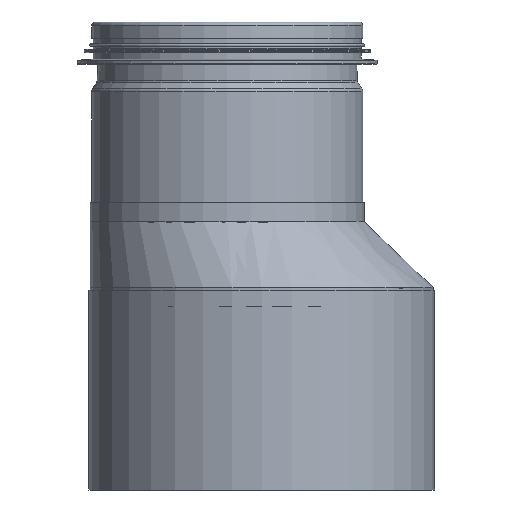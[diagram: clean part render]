
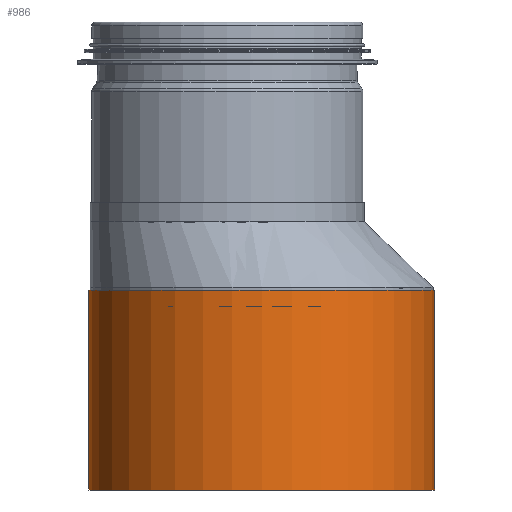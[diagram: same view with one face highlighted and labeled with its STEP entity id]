
A CAD part, front view. The second image highlights one B-rep face of the part: STEP entity #986.
In plain terms, the highlighted cylindrical face has radius 63.125 mm (diameter 126.25 mm), a full revolution.
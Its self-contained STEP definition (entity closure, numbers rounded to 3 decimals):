
#864=CARTESIAN_POINT('',(63.125,73.0,0.001));
#865=VERTEX_POINT('',#864);
#883=CARTESIAN_POINT('',(63.125,73.0,0.0));
#884=VERTEX_POINT('',#883);
#891=CARTESIAN_POINT('',(0.0,73.0,0.0));
#892=DIRECTION('',(0.0,1.0,0.0));
#893=DIRECTION('',(1.0,0.0,0.0));
#894=AXIS2_PLACEMENT_3D('',#891,#892,#893);
#895=CIRCLE('',#894,63.125);
#896=EDGE_CURVE('',#884,#865,#895,.T.);
#938=CARTESIAN_POINT('',(63.125,0.0,0.001));
#939=VERTEX_POINT('',#938);
#946=CARTESIAN_POINT('',(63.125,0.0,0.0));
#947=VERTEX_POINT('',#946);
#948=CARTESIAN_POINT('',(0.0,0.0,0.0));
#949=DIRECTION('',(0.0,1.0,0.0));
#950=DIRECTION('',(1.0,0.0,0.0));
#951=AXIS2_PLACEMENT_3D('',#948,#949,#950);
#952=CIRCLE('',#951,63.125);
#953=EDGE_CURVE('',#947,#939,#952,.T.);
#965=CARTESIAN_POINT('',(0.0,36.5,0.0));
#966=DIRECTION('',(0.0,1.0,0.0));
#967=DIRECTION('',(1.0,0.0,0.0));
#968=AXIS2_PLACEMENT_3D('',#965,#966,#967);
#969=CYLINDRICAL_SURFACE('',#968,63.125);
#970=CARTESIAN_POINT('',(63.125,0.0,0.001));
#971=DIRECTION('',(0.0,1.0,0.0));
#972=VECTOR('',#971,73.0);
#973=LINE('',#970,#972);
#974=EDGE_CURVE('',#939,#865,#973,.T.);
#975=ORIENTED_EDGE('',*,*,#974,.T.);
#976=ORIENTED_EDGE('',*,*,#896,.F.);
#977=CARTESIAN_POINT('',(63.125,0.0,0.0));
#978=DIRECTION('',(0.0,1.0,0.0));
#979=VECTOR('',#978,73.0);
#980=LINE('',#977,#979);
#981=EDGE_CURVE('',#947,#884,#980,.T.);
#982=ORIENTED_EDGE('',*,*,#981,.F.);
#983=ORIENTED_EDGE('',*,*,#953,.T.);
#984=EDGE_LOOP('',(#975,#976,#982,#983));
#985=FACE_OUTER_BOUND('',#984,.T.);
#986=ADVANCED_FACE('',(#985),#969,.T.);
